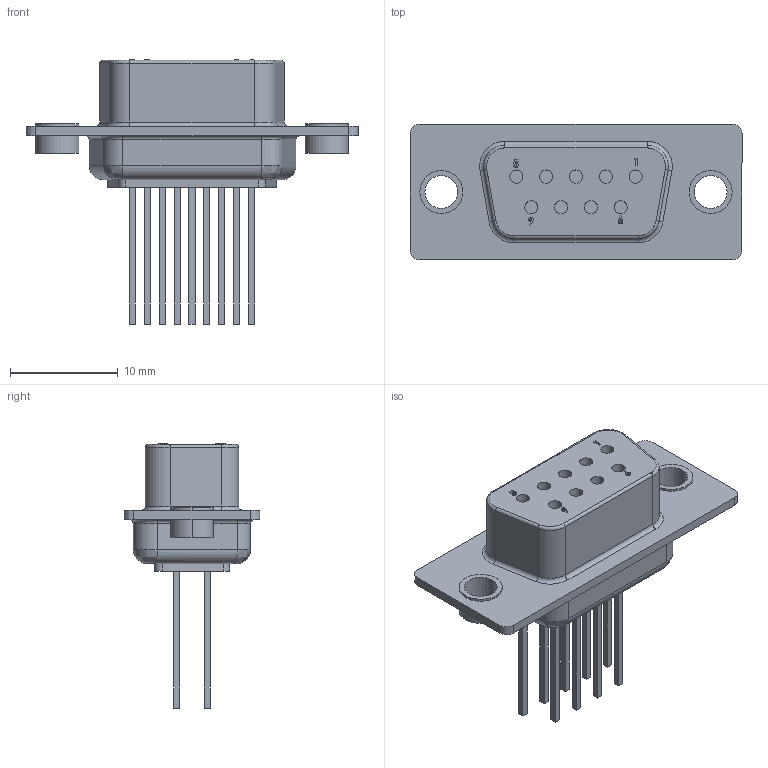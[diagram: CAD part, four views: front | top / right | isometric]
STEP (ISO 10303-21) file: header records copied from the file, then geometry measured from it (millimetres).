
FILE_DESCRIPTION((''),'2;1');
FILE_NAME('NORCOMP_172-009-242R011.stp','2013-06-13T13:05:43',(''),(''),'Mechanical Desktop 2011','Mechanical Desktop 2011',', , ');
FILE_SCHEMA(('AUTOMOTIVE_DESIGN { 1 2 10303 214 1 1 1 1 }'));
Length unit declared in the file: millimetre
Products named in the file (1): Product
Bounding box: 30.81 x 12.6 x 24.52 mm (x, y, z)
Volume: 2004.3 mm3; surface area: 2908.7 mm2
Topology: 18 solids, 18 shells, 226 faces, 529 edges, 342 vertices
Faces by surface type: plane 118, cylinder 92, bspline 12, torus 4
Entity records: 6936 total; most frequent: CARTESIAN_POINT 1522, DIRECTION 1151, ORIENTED_EDGE 1058, EDGE_CURVE 529, AXIS2_PLACEMENT_3D 411, VERTEX_POINT 342, VECTOR 329, LINE 329
